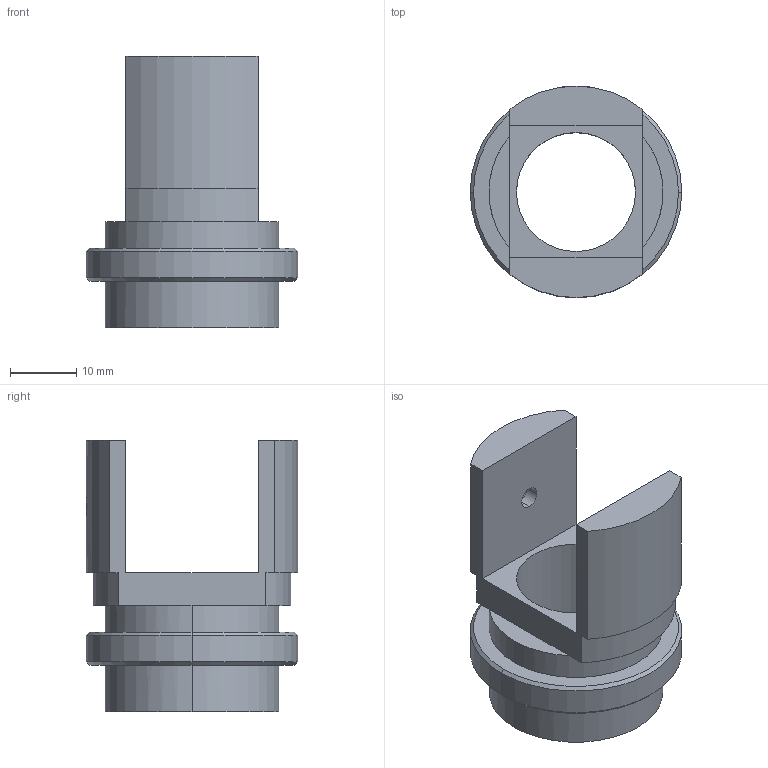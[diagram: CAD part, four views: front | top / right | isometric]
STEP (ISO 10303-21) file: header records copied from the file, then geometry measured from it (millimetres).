
FILE_DESCRIPTION (( 'STEP AP203' ), '1' );
FILE_NAME ('04CBS-2(M).STEP', '2016-03-03T03:14:29', ( '' ), ( '' ), 'SwSTEP 2.0', 'SolidWorks 2016', '' );
FILE_SCHEMA (( 'CONFIG_CONTROL_DESIGN' ));
Length unit declared in the file: millimetre
Products named in the file (1): 04CBS-2(M)
Bounding box: 32 x 32 x 41 mm (x, y, z)
Volume: 11288.6 mm3; surface area: 7151.9 mm2
Topology: 3 solids, 3 shells, 52 faces, 124 edges, 76 vertices
Faces by surface type: plane 24, cylinder 16, cone 12
Entity records: 1625 total; most frequent: CARTESIAN_POINT 333, DIRECTION 262, ORIENTED_EDGE 240, EDGE_CURVE 120, AXIS2_PLACEMENT_3D 97, VERTEX_POINT 76, VECTOR 68, LINE 68
